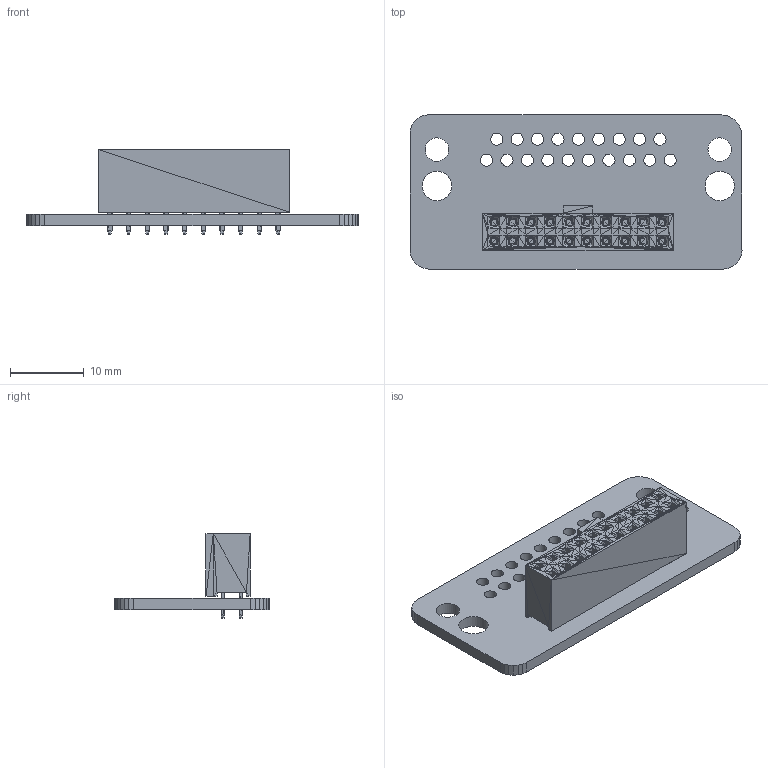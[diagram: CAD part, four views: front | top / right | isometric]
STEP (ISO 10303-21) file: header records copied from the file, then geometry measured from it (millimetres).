
FILE_DESCRIPTION(('for SolidWorks'),'2;1');
FILE_NAME('DB-19M-IDC20F_2.step', '2024-04-17T16:51:48',('mozzwald'),(''), 'Open CASCADE STEP processor 6.6','DipTrace','Unknown');
FILE_SCHEMA(('AUTOMOTIVE_DESIGN { 1 0 10303 214 1 1 1 1 }'));
Length unit declared in the file: millimetre
Products named in the file (3): PCB_DB-19M-IDC20F_2; Board_DB-19M-IDC20F_2; IDC20_2x10_Female_Keyed_Connector
Assembly tree (2 placements, depth 2):
  PCB_DB-19M-IDC20F_2
    Board_DB-19M-IDC20F_2
    IDC20_2x10_Female_Keyed_Connector
Bounding box: 45.09 x 20.95 x 11.5 mm (x, y, z)
Volume: 2339.9 mm3; surface area: 4478.5 mm2
Topology: 2 solids, 2 shells, 2249 faces, 3477 edges, 1232 vertices
Faces by surface type: plane 2206, cylinder 43
Full cylindrical faces by diameter (mm): 1.1 x20, 1.65 x19, 3.2 x2, 4 x2
Entity records: 45127 total; most frequent: DIRECTION 8067, CARTESIAN_POINT 6961, ORIENTED_EDGE 6954, EDGE_CURVE 3477, LINE 3391, VECTOR 3391, AXIS2_PLACEMENT_3D 2338, FACE_BOUND 2335
